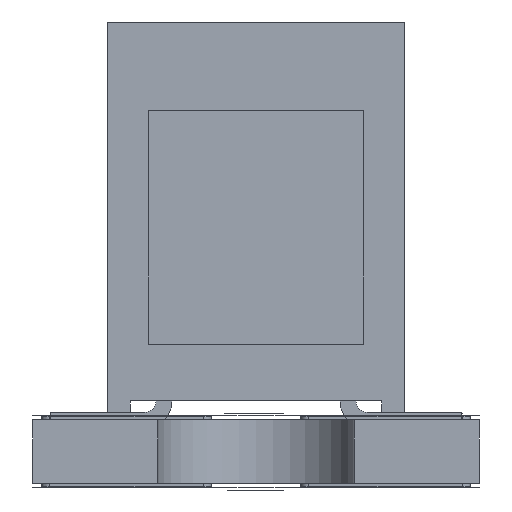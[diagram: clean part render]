
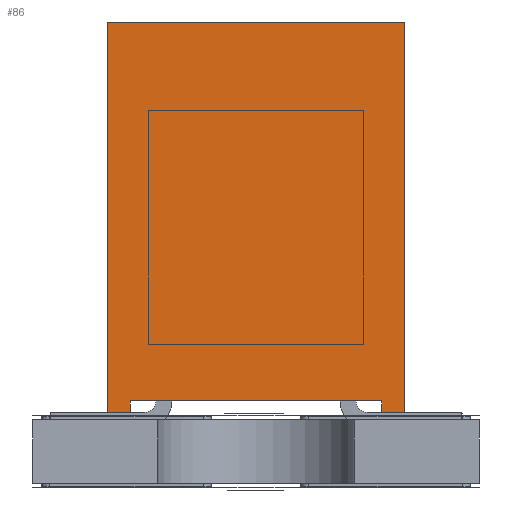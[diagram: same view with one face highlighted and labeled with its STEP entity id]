
A CAD part, left-side view. The second image highlights one B-rep face of the part: STEP entity #86.
In plain terms, the highlighted planar face has unit normal (-1, 0, 0).
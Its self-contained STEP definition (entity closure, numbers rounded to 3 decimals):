
#86 = ADVANCED_FACE('',(#87),#153,.F.);
#87 = FACE_BOUND('',#88,.T.);
#88 = EDGE_LOOP('',(#89,#99,#107,#115,#123,#131,#139,#147));
#89 = ORIENTED_EDGE('',*,*,#90,.T.);
#90 = EDGE_CURVE('',#91,#93,#95,.T.);
#91 = VERTEX_POINT('',#92);
#92 = CARTESIAN_POINT('',(-6.407,0.127,1.41));
#93 = VERTEX_POINT('',#94);
#94 = CARTESIAN_POINT('',(-6.407,0.,1.41));
#95 = LINE('',#96,#97);
#96 = CARTESIAN_POINT('',(-6.407,0.127,1.41));
#97 = VECTOR('',#98,1.);
#98 = DIRECTION('',(0.,-1.,0.));
#99 = ORIENTED_EDGE('',*,*,#100,.T.);
#100 = EDGE_CURVE('',#93,#101,#103,.T.);
#101 = VERTEX_POINT('',#102);
#102 = CARTESIAN_POINT('',(-6.407,0.,1.664));
#103 = LINE('',#104,#105);
#104 = CARTESIAN_POINT('',(-6.407,0.,-1.664));
#105 = VECTOR('',#106,1.);
#106 = DIRECTION('',(0.,0.,1.));
#107 = ORIENTED_EDGE('',*,*,#108,.F.);
#108 = EDGE_CURVE('',#109,#101,#111,.T.);
#109 = VERTEX_POINT('',#110);
#110 = CARTESIAN_POINT('',(-6.407,4.369,1.664));
#111 = LINE('',#112,#113);
#112 = CARTESIAN_POINT('',(-6.407,4.369,1.664));
#113 = VECTOR('',#114,1.);
#114 = DIRECTION('',(0.,-1.,0.));
#115 = ORIENTED_EDGE('',*,*,#116,.F.);
#116 = EDGE_CURVE('',#117,#109,#119,.T.);
#117 = VERTEX_POINT('',#118);
#118 = CARTESIAN_POINT('',(-6.407,4.369,-1.664));
#119 = LINE('',#120,#121);
#120 = CARTESIAN_POINT('',(-6.407,4.369,-1.664));
#121 = VECTOR('',#122,1.);
#122 = DIRECTION('',(0.,0.,1.));
#123 = ORIENTED_EDGE('',*,*,#124,.T.);
#124 = EDGE_CURVE('',#117,#125,#127,.T.);
#125 = VERTEX_POINT('',#126);
#126 = CARTESIAN_POINT('',(-6.407,0.,-1.664));
#127 = LINE('',#128,#129);
#128 = CARTESIAN_POINT('',(-6.407,4.369,-1.664));
#129 = VECTOR('',#130,1.);
#130 = DIRECTION('',(0.,-1.,0.));
#131 = ORIENTED_EDGE('',*,*,#132,.T.);
#132 = EDGE_CURVE('',#125,#133,#135,.T.);
#133 = VERTEX_POINT('',#134);
#134 = CARTESIAN_POINT('',(-6.407,0.,-1.41));
#135 = LINE('',#136,#137);
#136 = CARTESIAN_POINT('',(-6.407,0.,-1.664));
#137 = VECTOR('',#138,1.);
#138 = DIRECTION('',(0.,0.,1.));
#139 = ORIENTED_EDGE('',*,*,#140,.T.);
#140 = EDGE_CURVE('',#133,#141,#143,.T.);
#141 = VERTEX_POINT('',#142);
#142 = CARTESIAN_POINT('',(-6.407,0.127,-1.41));
#143 = LINE('',#144,#145);
#144 = CARTESIAN_POINT('',(-6.407,0.,-1.41));
#145 = VECTOR('',#146,1.);
#146 = DIRECTION('',(0.,1.,0.));
#147 = ORIENTED_EDGE('',*,*,#148,.T.);
#148 = EDGE_CURVE('',#141,#91,#149,.T.);
#149 = LINE('',#150,#151);
#150 = CARTESIAN_POINT('',(-6.407,0.127,-1.41));
#151 = VECTOR('',#152,1.);
#152 = DIRECTION('',(0.,0.,1.));
#153 = PLANE('',#154);
#154 = AXIS2_PLACEMENT_3D('',#155,#156,#157);
#155 = CARTESIAN_POINT('',(-6.407,4.369,-1.664));
#156 = DIRECTION('',(1.,0.,0.));
#157 = DIRECTION('',(0.,0.,-1.));
